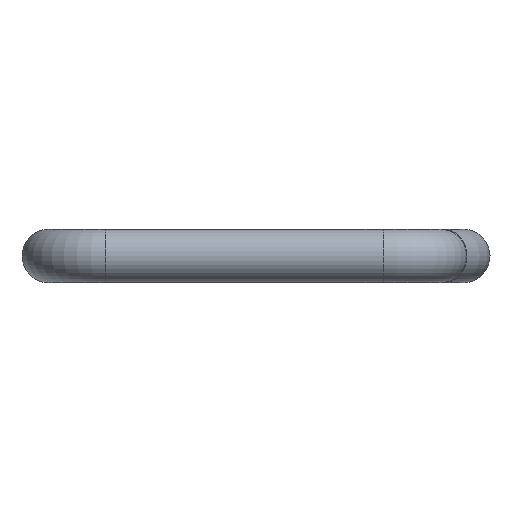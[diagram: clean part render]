
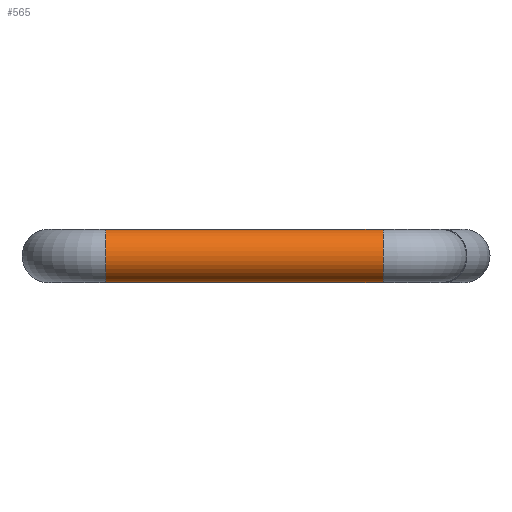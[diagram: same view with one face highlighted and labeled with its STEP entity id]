
A CAD part, left-side view. The second image highlights one B-rep face of the part: STEP entity #565.
In plain terms, the highlighted cylindrical face has radius 0.8 mm (diameter 1.6 mm), a full revolution.
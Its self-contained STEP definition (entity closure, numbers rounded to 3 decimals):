
#47=FACE_OUTER_BOUND('',#74,.T.);
#74=EDGE_LOOP('',(#457,#458,#459,#460,#461,#462,#463,#464));
#91=LINE('',#1040,#104);
#104=VECTOR('',#853,0.8);
#157=CIRCLE('',#654,0.8);
#159=CIRCLE('',#656,0.8);
#160=CIRCLE('',#657,0.8);
#165=CIRCLE('',#664,0.8);
#166=CIRCLE('',#665,0.8);
#167=CIRCLE('',#666,0.8);
#223=VERTEX_POINT('',#1023);
#224=VERTEX_POINT('',#1024);
#225=VERTEX_POINT('',#1027);
#229=VERTEX_POINT('',#1039);
#230=VERTEX_POINT('',#1041);
#231=VERTEX_POINT('',#1043);
#302=EDGE_CURVE('',#223,#224,#157,.T.);
#304=EDGE_CURVE('',#224,#225,#159,.T.);
#305=EDGE_CURVE('',#225,#223,#160,.T.);
#310=EDGE_CURVE('',#225,#229,#91,.T.);
#311=EDGE_CURVE('',#229,#230,#165,.T.);
#312=EDGE_CURVE('',#230,#231,#166,.T.);
#313=EDGE_CURVE('',#231,#229,#167,.T.);
#457=ORIENTED_EDGE('',*,*,#302,.F.);
#458=ORIENTED_EDGE('',*,*,#305,.F.);
#459=ORIENTED_EDGE('',*,*,#310,.T.);
#460=ORIENTED_EDGE('',*,*,#311,.T.);
#461=ORIENTED_EDGE('',*,*,#312,.T.);
#462=ORIENTED_EDGE('',*,*,#313,.T.);
#463=ORIENTED_EDGE('',*,*,#310,.F.);
#464=ORIENTED_EDGE('',*,*,#304,.F.);
#514=CYLINDRICAL_SURFACE('',#663,0.8);
#565=ADVANCED_FACE('',(#47),#514,.T.);
#654=AXIS2_PLACEMENT_3D('',#1025,#833,#834);
#656=AXIS2_PLACEMENT_3D('',#1028,#837,#838);
#657=AXIS2_PLACEMENT_3D('',#1029,#839,#840);
#663=AXIS2_PLACEMENT_3D('',#1038,#851,#852);
#664=AXIS2_PLACEMENT_3D('',#1042,#854,#855);
#665=AXIS2_PLACEMENT_3D('',#1044,#856,#857);
#666=AXIS2_PLACEMENT_3D('',#1045,#858,#859);
#833=DIRECTION('center_axis',(0.,-1.,0.));
#834=DIRECTION('ref_axis',(-1.,0.,0.));
#837=DIRECTION('center_axis',(0.,-1.,0.));
#838=DIRECTION('ref_axis',(-1.,0.,0.));
#839=DIRECTION('center_axis',(0.,-1.,0.));
#840=DIRECTION('ref_axis',(-1.,0.,0.));
#851=DIRECTION('center_axis',(0.,-1.,0.));
#852=DIRECTION('ref_axis',(0.,0.,-1.));
#853=DIRECTION('',(0.,1.,0.));
#854=DIRECTION('center_axis',(0.,-1.,0.));
#855=DIRECTION('ref_axis',(0.,0.,-1.));
#856=DIRECTION('center_axis',(0.,-1.,0.));
#857=DIRECTION('ref_axis',(0.,0.,-1.));
#858=DIRECTION('center_axis',(0.,-1.,0.));
#859=DIRECTION('ref_axis',(0.,0.,-1.));
#1023=CARTESIAN_POINT('',(-55.5,-6.95,0.));
#1024=CARTESIAN_POINT('',(-53.9,-6.95,0.));
#1025=CARTESIAN_POINT('Origin',(-54.7,-6.95,0.));
#1027=CARTESIAN_POINT('',(-54.7,-6.95,0.8));
#1028=CARTESIAN_POINT('Origin',(-54.7,-6.95,0.));
#1029=CARTESIAN_POINT('Origin',(-54.7,-6.95,0.));
#1038=CARTESIAN_POINT('Origin',(-54.7,-7.141,0.));
#1039=CARTESIAN_POINT('',(-54.7,1.35,0.8));
#1040=CARTESIAN_POINT('',(-54.7,-7.141,0.8));
#1041=CARTESIAN_POINT('',(-54.7,1.35,-0.8));
#1042=CARTESIAN_POINT('Origin',(-54.7,1.35,0.));
#1043=CARTESIAN_POINT('',(-53.9,1.35,0.));
#1044=CARTESIAN_POINT('Origin',(-54.7,1.35,0.));
#1045=CARTESIAN_POINT('Origin',(-54.7,1.35,0.));
